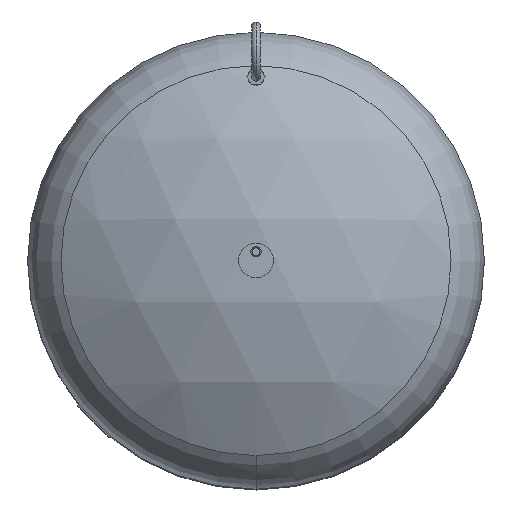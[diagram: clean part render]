
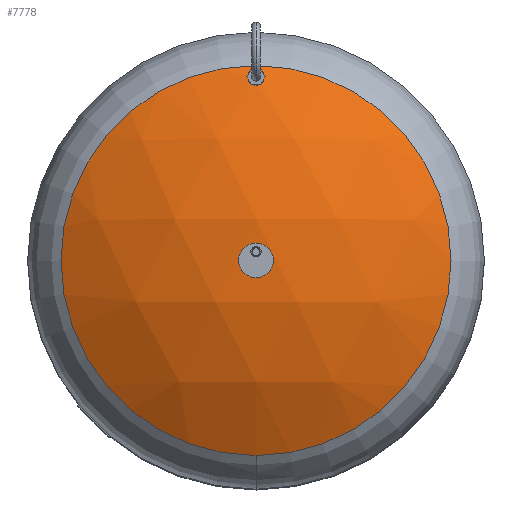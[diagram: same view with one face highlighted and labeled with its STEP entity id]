
A CAD part, top view. The second image highlights one B-rep face of the part: STEP entity #7778.
In plain terms, the highlighted spherical face has radius 509 mm.
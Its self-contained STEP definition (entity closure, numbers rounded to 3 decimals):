
#7577=CARTESIAN_POINT('',(0.,270.639,1152.086));
#7578=VERTEX_POINT('',#7577);
#7594=CARTESIAN_POINT('',(0.,-270.639,1152.086));
#7595=VERTEX_POINT('',#7594);
#7603=CARTESIAN_POINT('',(-270.639,0.,1152.086));
#7604=VERTEX_POINT('',#7603);
#7605=CARTESIAN_POINT('',(0.,0.,1152.086));
#7606=DIRECTION('',(0.0,0.0,-1.0));
#7607=DIRECTION('',(-1.0,0.0,0.0));
#7608=AXIS2_PLACEMENT_3D('',#7605,#7606,#7607);
#7609=CIRCLE('',#7608,270.639);
#7610=EDGE_CURVE('',#7595,#7604,#7609,.T.);
#7612=CARTESIAN_POINT('',(0.,0.,1152.086));
#7613=DIRECTION('',(0.0,0.0,-1.0));
#7614=DIRECTION('',(-1.0,0.0,0.0));
#7615=AXIS2_PLACEMENT_3D('',#7612,#7613,#7614);
#7616=CIRCLE('',#7615,270.639);
#7617=EDGE_CURVE('',#7604,#7578,#7616,.T.);
#7629=CARTESIAN_POINT('',(10.65,255.0,1161.389));
#7630=VERTEX_POINT('',#7629);
#7646=CARTESIAN_POINT('',(-10.65,255.0,1161.389));
#7647=VERTEX_POINT('',#7646);
#7654=CARTESIAN_POINT('',(10.65,255.0,1161.389));
#7655=CARTESIAN_POINT('',(10.65,254.327,1161.779));
#7656=CARTESIAN_POINT('',(10.585,253.627,1162.183));
#7657=CARTESIAN_POINT('',(10.308,252.229,1162.991));
#7658=CARTESIAN_POINT('',(10.095,251.53,1163.394));
#7659=CARTESIAN_POINT('',(9.525,250.18,1164.171));
#7660=CARTESIAN_POINT('',(9.167,249.529,1164.546));
#7661=CARTESIAN_POINT('',(8.326,248.319,1165.241));
#7662=CARTESIAN_POINT('',(7.843,247.759,1165.562));
#7663=CARTESIAN_POINT('',(6.868,246.837,1166.091));
#7664=CARTESIAN_POINT('',(6.359,246.431,1166.323));
#7665=CARTESIAN_POINT('',(5.244,245.707,1166.738));
#7666=CARTESIAN_POINT('',(4.638,245.388,1166.92));
#7667=CARTESIAN_POINT('',(3.366,244.872,1167.215));
#7668=CARTESIAN_POINT('',(2.698,244.674,1167.328));
#7669=CARTESIAN_POINT('',(1.347,244.413,1167.477));
#7670=CARTESIAN_POINT('',(0.664,244.35,1167.513));
#7671=CARTESIAN_POINT('',(-0.664,244.35,1167.513));
#7672=CARTESIAN_POINT('',(-1.347,244.413,1167.477));
#7673=CARTESIAN_POINT('',(-2.698,244.674,1167.328));
#7674=CARTESIAN_POINT('',(-3.366,244.872,1167.215));
#7675=CARTESIAN_POINT('',(-4.638,245.388,1166.92));
#7676=CARTESIAN_POINT('',(-5.244,245.707,1166.738));
#7677=CARTESIAN_POINT('',(-6.359,246.431,1166.323));
#7678=CARTESIAN_POINT('',(-6.868,246.837,1166.091));
#7679=CARTESIAN_POINT('',(-7.843,247.759,1165.562));
#7680=CARTESIAN_POINT('',(-8.326,248.319,1165.241));
#7681=CARTESIAN_POINT('',(-9.167,249.529,1164.546));
#7682=CARTESIAN_POINT('',(-9.525,250.18,1164.171));
#7683=CARTESIAN_POINT('',(-10.095,251.53,1163.394));
#7684=CARTESIAN_POINT('',(-10.308,252.229,1162.991));
#7685=CARTESIAN_POINT('',(-10.585,253.627,1162.183));
#7686=CARTESIAN_POINT('',(-10.65,254.327,1161.779));
#7687=CARTESIAN_POINT('',(-10.65,255.0,1161.389));
#7688=B_SPLINE_CURVE_WITH_KNOTS('',3,(#7654,#7655,#7656,#7657,#7658,#7659,#7660,#7661,#7662,#7663,#7664,#7665,#7666,#7667,#7668,#7669,#7670,#7671,#7672,#7673,#7674,#7675,#7676,#7677,#7678,#7679,#7680,#7681,#7682,#7683,#7684,#7685,#7686,#7687),.UNSPECIFIED.,.F.,.U.,(4,2,2,2,2,2,2,2,2,2,2,2,2,2,2,2,4),(0.0,2.334,4.668,7.002,9.336,11.328,13.32,15.312,17.304,19.296,21.289,23.281,25.273,27.607,29.941,32.275,34.608),.UNSPECIFIED.);
#7689=EDGE_CURVE('',#7630,#7647,#7688,.T.);
#7700=CARTESIAN_POINT('',(-10.65,255.0,1161.389));
#7701=CARTESIAN_POINT('',(-10.65,255.675,1160.998));
#7702=CARTESIAN_POINT('',(-10.585,256.376,1160.592));
#7703=CARTESIAN_POINT('',(-10.307,257.776,1159.779));
#7704=CARTESIAN_POINT('',(-10.093,258.476,1159.372));
#7705=CARTESIAN_POINT('',(-9.522,259.826,1158.586));
#7706=CARTESIAN_POINT('',(-9.164,260.477,1158.207));
#7707=CARTESIAN_POINT('',(-8.322,261.687,1157.5));
#7708=CARTESIAN_POINT('',(-7.838,262.247,1157.173));
#7709=CARTESIAN_POINT('',(-6.863,263.167,1156.635));
#7710=CARTESIAN_POINT('',(-6.355,263.572,1156.398));
#7711=CARTESIAN_POINT('',(-5.242,264.294,1155.974));
#7712=CARTESIAN_POINT('',(-4.637,264.612,1155.788));
#7713=CARTESIAN_POINT('',(-3.365,265.128,1155.485));
#7714=CARTESIAN_POINT('',(-2.698,265.326,1155.369));
#7715=CARTESIAN_POINT('',(-1.347,265.587,1155.216));
#7716=CARTESIAN_POINT('',(-0.664,265.65,1155.179));
#7717=CARTESIAN_POINT('',(0.664,265.65,1155.179));
#7718=CARTESIAN_POINT('',(1.347,265.587,1155.216));
#7719=CARTESIAN_POINT('',(2.698,265.326,1155.369));
#7720=CARTESIAN_POINT('',(3.365,265.128,1155.485));
#7721=CARTESIAN_POINT('',(4.637,264.612,1155.788));
#7722=CARTESIAN_POINT('',(5.242,264.294,1155.974));
#7723=CARTESIAN_POINT('',(6.355,263.572,1156.398));
#7724=CARTESIAN_POINT('',(6.863,263.167,1156.635));
#7725=CARTESIAN_POINT('',(7.838,262.247,1157.173));
#7726=CARTESIAN_POINT('',(8.322,261.687,1157.5));
#7727=CARTESIAN_POINT('',(9.164,260.477,1158.207));
#7728=CARTESIAN_POINT('',(9.522,259.826,1158.586));
#7729=CARTESIAN_POINT('',(10.093,258.476,1159.372));
#7730=CARTESIAN_POINT('',(10.307,257.776,1159.779));
#7731=CARTESIAN_POINT('',(10.585,256.376,1160.592));
#7732=CARTESIAN_POINT('',(10.65,255.675,1160.998));
#7733=CARTESIAN_POINT('',(10.65,255.0,1161.389));
#7734=B_SPLINE_CURVE_WITH_KNOTS('',3,(#7700,#7701,#7702,#7703,#7704,#7705,#7706,#7707,#7708,#7709,#7710,#7711,#7712,#7713,#7714,#7715,#7716,#7717,#7718,#7719,#7720,#7721,#7722,#7723,#7724,#7725,#7726,#7727,#7728,#7729,#7730,#7731,#7732,#7733),.UNSPECIFIED.,.F.,.U.,(4,2,2,2,2,2,2,2,2,2,2,2,2,2,2,2,4),(34.608,36.949,39.289,41.63,43.97,45.963,47.956,49.949,51.942,53.935,55.928,57.921,59.914,62.255,64.595,66.935,69.276),.UNSPECIFIED.);
#7735=EDGE_CURVE('',#7647,#7630,#7734,.T.);
#7758=CARTESIAN_POINT('',(0.,0.,721.0));
#7759=DIRECTION('',(0.0,1.0,0.0));
#7760=DIRECTION('',(1.0,0.0,0.0));
#7761=AXIS2_PLACEMENT_3D('',#7758,#7759,#7760);
#7762=SPHERICAL_SURFACE('',#7761,509.);
#7763=ORIENTED_EDGE('',*,*,#7689,.T.);
#7764=ORIENTED_EDGE('',*,*,#7735,.T.);
#7765=EDGE_LOOP('',(#7763,#7764));
#7766=FACE_OUTER_BOUND('',#7765,.T.);
#7767=ORIENTED_EDGE('',*,*,#7617,.F.);
#7768=ORIENTED_EDGE('',*,*,#7610,.F.);
#7769=CARTESIAN_POINT('',(0.,0.,1152.086));
#7770=DIRECTION('',(0.0,0.0,-1.0));
#7771=DIRECTION('',(-1.0,0.0,0.0));
#7772=AXIS2_PLACEMENT_3D('',#7769,#7770,#7771);
#7773=CIRCLE('',#7772,270.639);
#7774=EDGE_CURVE('',#7578,#7595,#7773,.T.);
#7775=ORIENTED_EDGE('',*,*,#7774,.F.);
#7776=EDGE_LOOP('',(#7767,#7768,#7775));
#7777=FACE_BOUND('',#7776,.T.);
#7778=ADVANCED_FACE('',(#7766,#7777),#7762,.T.);
